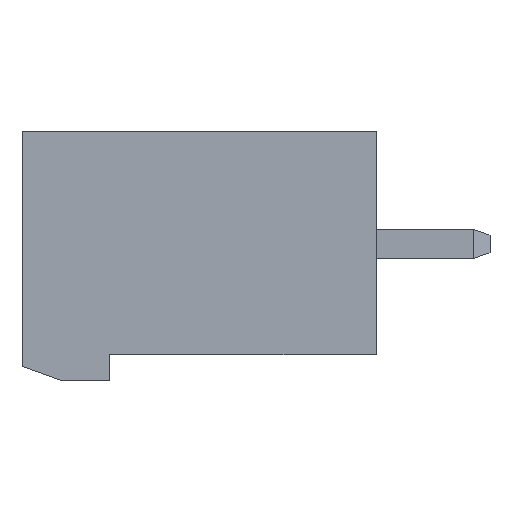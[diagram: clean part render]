
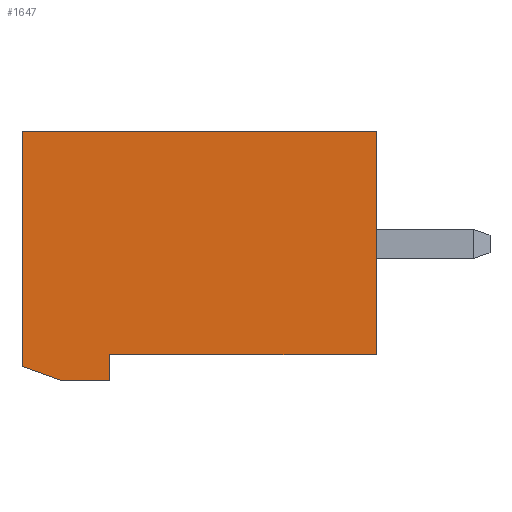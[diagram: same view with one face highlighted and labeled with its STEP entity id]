
A CAD part, left-side view. The second image highlights one B-rep face of the part: STEP entity #1647.
In plain terms, the highlighted planar face has unit normal (-1, 0, 0).
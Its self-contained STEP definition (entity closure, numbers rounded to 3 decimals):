
#36 = AXIS2_PLACEMENT_3D ( 'NONE', #4625, #5241, #5765 ) ;
#44 = LINE ( 'NONE', #4108, #5622 ) ;
#182 = CARTESIAN_POINT ( 'NONE',  ( -13.7, 0., -2. ) ) ;
#201 = CARTESIAN_POINT ( 'NONE',  ( -13.7, 0., -2. ) ) ;
#325 = VECTOR ( 'NONE', #6178, 1000. ) ;
#331 = DIRECTION ( 'NONE',  ( 0., 0., 1. ) ) ;
#349 = LINE ( 'NONE', #2090, #5042 ) ;
#564 = FACE_OUTER_BOUND ( 'NONE', #5590, .T. ) ;
#611 = CARTESIAN_POINT ( 'NONE',  ( -13.7, 7.67, -2. ) ) ;
#833 = CARTESIAN_POINT ( 'NONE',  ( -13.7, 8.57, 7.15 ) ) ;
#858 = CARTESIAN_POINT ( 'NONE',  ( -13.7, 0., 10.15 ) ) ;
#988 = EDGE_CURVE ( 'NONE', #6196, #7095, #44, .T. ) ;
#1250 = PLANE ( 'NONE',  #36 ) ;
#1558 = LINE ( 'NONE', #858, #325 ) ;
#1573 = EDGE_CURVE ( 'NONE', #6128, #2980, #349, .T. ) ;
#1647 = ADVANCED_FACE ( 'NONE', ( #564 ), #1250, .T. ) ;
#1893 = CARTESIAN_POINT ( 'NONE',  ( -13.7, 8.57, 7.15 ) ) ;
#2033 = VERTEX_POINT ( 'NONE', #7365 ) ;
#2090 = CARTESIAN_POINT ( 'NONE',  ( -13.7, 8.07, 10.15 ) ) ;
#2196 = EDGE_CURVE ( 'NONE', #2033, #2639, #5810, .T. ) ;
#2421 = DIRECTION ( 'NONE',  ( 0., 0., -1. ) ) ;
#2559 = LINE ( 'NONE', #201, #3563 ) ;
#2639 = VERTEX_POINT ( 'NONE', #1893 ) ;
#2898 = ORIENTED_EDGE ( 'NONE', *, *, #1573, .T. ) ;
#2980 = VERTEX_POINT ( 'NONE', #3655 ) ;
#3512 = EDGE_CURVE ( 'NONE', #7095, #5744, #2559, .T. ) ;
#3563 = VECTOR ( 'NONE', #331, 1000. ) ;
#3655 = CARTESIAN_POINT ( 'NONE',  ( -13.7, 8.57, 8.776 ) ) ;
#4070 = CARTESIAN_POINT ( 'NONE',  ( -13.7, 8.07, 10.15 ) ) ;
#4074 = DIRECTION ( 'NONE',  ( 0., -1., 0. ) ) ;
#4108 = CARTESIAN_POINT ( 'NONE',  ( -13.7, 7.67, -2. ) ) ;
#4452 = DIRECTION ( 'NONE',  ( 0., 0.342, -0.94 ) ) ;
#4574 = CARTESIAN_POINT ( 'NONE',  ( -13.7, 0., 10.15 ) ) ;
#4625 = CARTESIAN_POINT ( 'NONE',  ( -13.7, 0., 0. ) ) ;
#4893 = EDGE_CURVE ( 'NONE', #2639, #2980, #6619, .T. ) ;
#4962 = DIRECTION ( 'NONE',  ( 0., 0., 1. ) ) ;
#4993 = ORIENTED_EDGE ( 'NONE', *, *, #3512, .T. ) ;
#5042 = VECTOR ( 'NONE', #4452, 1000. ) ;
#5068 = EDGE_CURVE ( 'NONE', #2033, #6196, #6642, .T. ) ;
#5241 = DIRECTION ( 'NONE',  ( -1., 0., 0. ) ) ;
#5479 = CARTESIAN_POINT ( 'NONE',  ( -13.7, 8.57, 7.15 ) ) ;
#5590 = EDGE_LOOP ( 'NONE', ( #6749, #6656, #6238, #4993, #6074, #2898, #6414 ) ) ;
#5622 = VECTOR ( 'NONE', #4074, 1000. ) ;
#5744 = VERTEX_POINT ( 'NONE', #4574 ) ;
#5765 = DIRECTION ( 'NONE',  ( 0., 0., 1. ) ) ;
#5810 = LINE ( 'NONE', #833, #7062 ) ;
#6074 = ORIENTED_EDGE ( 'NONE', *, *, #7271, .T. ) ;
#6087 = VECTOR ( 'NONE', #2421, 1000. ) ;
#6128 = VERTEX_POINT ( 'NONE', #4070 ) ;
#6178 = DIRECTION ( 'NONE',  ( 0., 1., 0. ) ) ;
#6196 = VERTEX_POINT ( 'NONE', #611 ) ;
#6238 = ORIENTED_EDGE ( 'NONE', *, *, #988, .T. ) ;
#6414 = ORIENTED_EDGE ( 'NONE', *, *, #4893, .F. ) ;
#6530 = DIRECTION ( 'NONE',  ( 0., 1., 0. ) ) ;
#6602 = CARTESIAN_POINT ( 'NONE',  ( -13.7, 7.67, 7.15 ) ) ;
#6619 = LINE ( 'NONE', #5479, #6684 ) ;
#6642 = LINE ( 'NONE', #6602, #6087 ) ;
#6656 = ORIENTED_EDGE ( 'NONE', *, *, #5068, .T. ) ;
#6684 = VECTOR ( 'NONE', #4962, 1000. ) ;
#6749 = ORIENTED_EDGE ( 'NONE', *, *, #2196, .F. ) ;
#7062 = VECTOR ( 'NONE', #6530, 1000. ) ;
#7095 = VERTEX_POINT ( 'NONE', #182 ) ;
#7271 = EDGE_CURVE ( 'NONE', #5744, #6128, #1558, .T. ) ;
#7365 = CARTESIAN_POINT ( 'NONE',  ( -13.7, 7.67, 7.15 ) ) ;
